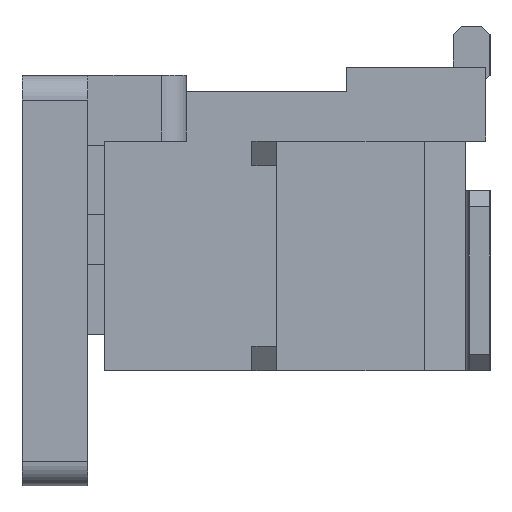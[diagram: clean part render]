
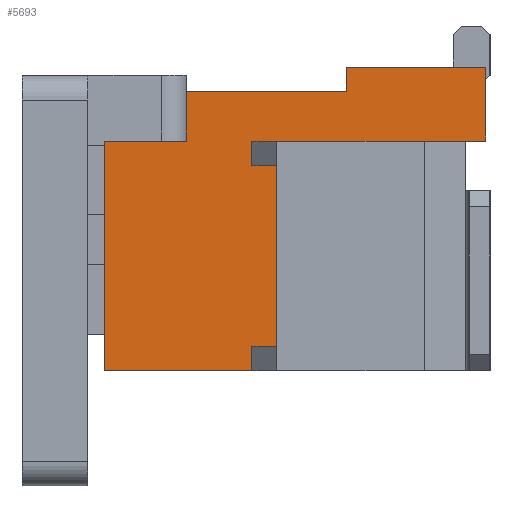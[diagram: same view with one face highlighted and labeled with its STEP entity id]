
A CAD part, left-side view. The second image highlights one B-rep face of the part: STEP entity #5693.
In plain terms, the highlighted planar face has unit normal (-1, 0, 0).
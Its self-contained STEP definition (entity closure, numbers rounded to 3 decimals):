
#121=DIRECTION('',(0.,1.,0.));
#122=VECTOR('',#121,1.7);
#123=CARTESIAN_POINT('',(-4.625,-3.675,2.1));
#124=LINE('',#123,#122);
#353=DIRECTION('',(0.,0.,1.));
#354=VECTOR('',#353,0.9);
#355=CARTESIAN_POINT('',(-4.625,-3.675,1.2));
#356=LINE('',#355,#354);
#425=DIRECTION('',(0.,-1.,0.));
#426=VECTOR('',#425,1.);
#427=CARTESIAN_POINT('',(-4.625,0.975,1.2));
#428=LINE('',#427,#426);
#429=DIRECTION('',(0.,0.,1.));
#430=VECTOR('',#429,0.6);
#431=CARTESIAN_POINT('',(-4.625,-0.025,1.2));
#432=LINE('',#431,#430);
#433=DIRECTION('',(0.,-1.,0.));
#434=VECTOR('',#433,1.95);
#435=CARTESIAN_POINT('',(-4.625,-0.025,1.8));
#436=LINE('',#435,#434);
#437=DIRECTION('',(0.,0.,-1.));
#438=VECTOR('',#437,0.3);
#439=CARTESIAN_POINT('',(-4.625,-1.975,2.1));
#440=LINE('',#439,#438);
#441=DIRECTION('',(0.,1.,0.));
#442=VECTOR('',#441,0.25);
#443=CARTESIAN_POINT('',(-4.625,-3.675,1.2));
#444=LINE('',#443,#442);
#445=DIRECTION('',(0.,-1.,0.));
#446=VECTOR('',#445,2.6);
#447=CARTESIAN_POINT('',(-4.625,-0.825,1.2));
#448=LINE('',#447,#446);
#449=DIRECTION('',(0.,0.,1.));
#450=VECTOR('',#449,0.3);
#451=CARTESIAN_POINT('',(-4.625,-0.825,0.9));
#452=LINE('',#451,#450);
#453=DIRECTION('',(0.,-1.,0.));
#454=VECTOR('',#453,0.8);
#455=CARTESIAN_POINT('',(-4.625,-0.825,0.9));
#456=LINE('',#455,#454);
#457=DIRECTION('',(0.,0.,1.));
#458=VECTOR('',#457,0.3);
#459=CARTESIAN_POINT('',(-4.625,-0.825,-1.6));
#460=LINE('',#459,#458);
#461=DIRECTION('',(0.,1.,0.));
#462=VECTOR('',#461,1.8);
#463=CARTESIAN_POINT('',(-4.625,-0.825,-1.6));
#464=LINE('',#463,#462);
#873=DIRECTION('',(0.,0.,1.));
#874=VECTOR('',#873,2.8);
#875=CARTESIAN_POINT('',(-4.625,0.975,-1.6));
#876=LINE('',#875,#874);
#1641=DIRECTION('',(0.,0.,-1.));
#1642=VECTOR('',#1641,2.2);
#1643=CARTESIAN_POINT('',(-4.625,-1.625,0.9));
#1644=LINE('',#1643,#1642);
#1769=DIRECTION('',(0.,-1.,0.));
#1770=VECTOR('',#1769,0.8);
#1771=CARTESIAN_POINT('',(-4.625,-0.825,-1.3));
#1772=LINE('',#1771,#1770);
#3936=CARTESIAN_POINT('',(-4.625,-0.825,-1.6));
#3937=CARTESIAN_POINT('',(-4.625,0.975,-1.6));
#3938=VERTEX_POINT('',#3936);
#3939=VERTEX_POINT('',#3937);
#3950=CARTESIAN_POINT('',(-4.625,-0.825,1.2));
#3951=VERTEX_POINT('',#3950);
#3968=CARTESIAN_POINT('',(-4.625,-3.675,2.1));
#3969=VERTEX_POINT('',#3968);
#3988=CARTESIAN_POINT('',(-4.625,-1.975,2.1));
#3989=CARTESIAN_POINT('',(-4.625,-1.975,1.8));
#3990=VERTEX_POINT('',#3988);
#3991=VERTEX_POINT('',#3989);
#3997=CARTESIAN_POINT('',(-4.625,-0.025,1.8));
#3999=VERTEX_POINT('',#3997);
#4120=CARTESIAN_POINT('',(-4.625,0.975,1.2));
#4121=CARTESIAN_POINT('',(-4.625,-0.025,1.2));
#4122=VERTEX_POINT('',#4120);
#4123=VERTEX_POINT('',#4121);
#4440=CARTESIAN_POINT('',(-4.625,-0.825,-1.3));
#4441=VERTEX_POINT('',#4440);
#4442=CARTESIAN_POINT('',(-4.625,-0.825,0.9));
#4443=VERTEX_POINT('',#4442);
#4737=CARTESIAN_POINT('',(-4.625,-3.675,1.2));
#4739=VERTEX_POINT('',#4737);
#4753=CARTESIAN_POINT('',(-4.625,-3.425,1.2));
#4754=VERTEX_POINT('',#4753);
#4769=CARTESIAN_POINT('',(-4.625,-1.625,-1.3));
#4771=VERTEX_POINT('',#4769);
#4775=CARTESIAN_POINT('',(-4.625,-1.625,0.9));
#4776=VERTEX_POINT('',#4775);
#5659=CARTESIAN_POINT('',(-4.625,-3.675,-1.6));
#5660=DIRECTION('',(-1.,0.,0.));
#5661=DIRECTION('',(0.,0.,1.));
#5662=AXIS2_PLACEMENT_3D('',#5659,#5660,#5661);
#5663=PLANE('',#5662);
#5665=ORIENTED_EDGE('',*,*,#5664,.T.);
#5667=ORIENTED_EDGE('',*,*,#5666,.T.);
#5669=ORIENTED_EDGE('',*,*,#5668,.T.);
#5671=ORIENTED_EDGE('',*,*,#5670,.F.);
#5672=ORIENTED_EDGE('',*,*,#5261,.F.);
#5673=ORIENTED_EDGE('',*,*,#5593,.F.);
#5674=ORIENTED_EDGE('',*,*,#5568,.T.);
#5676=ORIENTED_EDGE('',*,*,#5675,.F.);
#5678=ORIENTED_EDGE('',*,*,#5677,.F.);
#5680=ORIENTED_EDGE('',*,*,#5679,.T.);
#5682=ORIENTED_EDGE('',*,*,#5681,.T.);
#5684=ORIENTED_EDGE('',*,*,#5683,.F.);
#5686=ORIENTED_EDGE('',*,*,#5685,.F.);
#5688=ORIENTED_EDGE('',*,*,#5687,.T.);
#5690=ORIENTED_EDGE('',*,*,#5689,.T.);
#5691=EDGE_LOOP('',(#5665,#5667,#5669,#5671,#5672,#5673,#5674,#5676,#5678,#5680,
#5682,#5684,#5686,#5688,#5690));
#5692=FACE_OUTER_BOUND('',#5691,.F.);
#5693=ADVANCED_FACE('',(#5692),#5663,.T.);
#5261=EDGE_CURVE('',#3969,#3990,#124,.T.);
#5568=EDGE_CURVE('',#4739,#4754,#444,.T.);
#5593=EDGE_CURVE('',#4739,#3969,#356,.T.);
#5664=EDGE_CURVE('',#4122,#4123,#428,.T.);
#5666=EDGE_CURVE('',#4123,#3999,#432,.T.);
#5668=EDGE_CURVE('',#3999,#3991,#436,.T.);
#5670=EDGE_CURVE('',#3990,#3991,#440,.T.);
#5675=EDGE_CURVE('',#3951,#4754,#448,.T.);
#5677=EDGE_CURVE('',#4443,#3951,#452,.T.);
#5679=EDGE_CURVE('',#4443,#4776,#456,.T.);
#5681=EDGE_CURVE('',#4776,#4771,#1644,.T.);
#5683=EDGE_CURVE('',#4441,#4771,#1772,.T.);
#5685=EDGE_CURVE('',#3938,#4441,#460,.T.);
#5687=EDGE_CURVE('',#3938,#3939,#464,.T.);
#5689=EDGE_CURVE('',#3939,#4122,#876,.T.);
